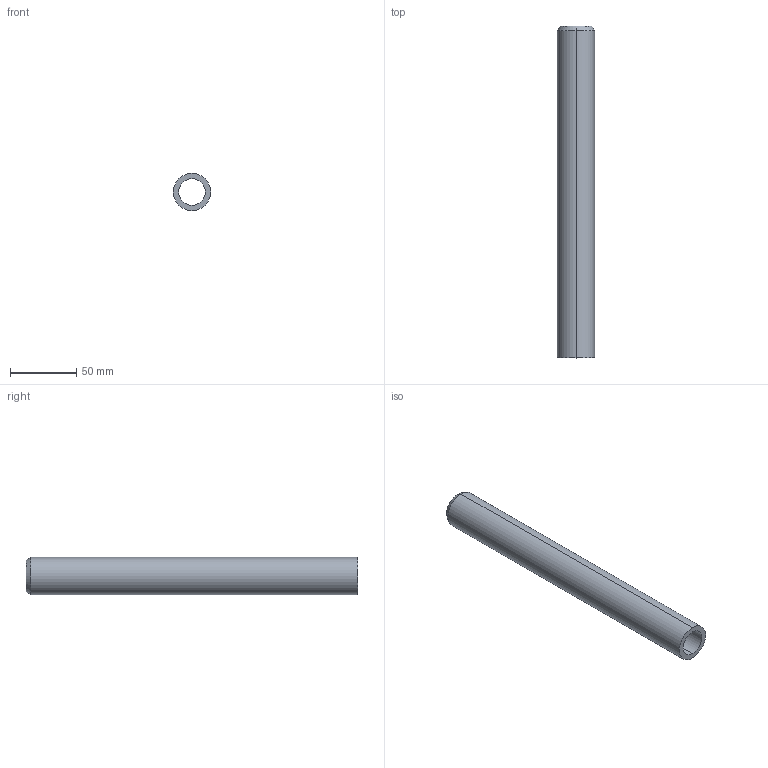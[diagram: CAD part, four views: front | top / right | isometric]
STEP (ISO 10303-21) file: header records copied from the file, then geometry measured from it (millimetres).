
FILE_DESCRIPTION (( 'STEP AP203' ), '1' );
FILE_NAME ('ﾏﾃﾒ.1.25.003.001^ﾏﾃﾒ.1.25.003_ﾏﾃﾒ1.25.STEP', '2020-07-07T06:36:06', ( '' ), ( '' ), 'SwSTEP 2.0', 'SolidWorks 2018', '' );
FILE_SCHEMA (( 'CONFIG_CONTROL_DESIGN' ));
Length unit declared in the file: millimetre
Products named in the file (1): ﾏﾃﾒ.1.25.003.001^ﾏﾃﾒ.1.25.003_ﾏﾃﾒ1.25
Bounding box: 28 x 250 x 28 mm (x, y, z)
Volume: 75108 mm3; surface area: 38160.9 mm2
Topology: 1 solids, 1 shells, 8 faces, 16 edges, 10 vertices
Faces by surface type: cylinder 4, cone 2, plane 2
Entity records: 295 total; most frequent: DIRECTION 44, CARTESIAN_POINT 35, ORIENTED_EDGE 32, AXIS2_PLACEMENT_3D 19, EDGE_CURVE 16, CIRCLE 10, VERTEX_POINT 10, EDGE_LOOP 10
